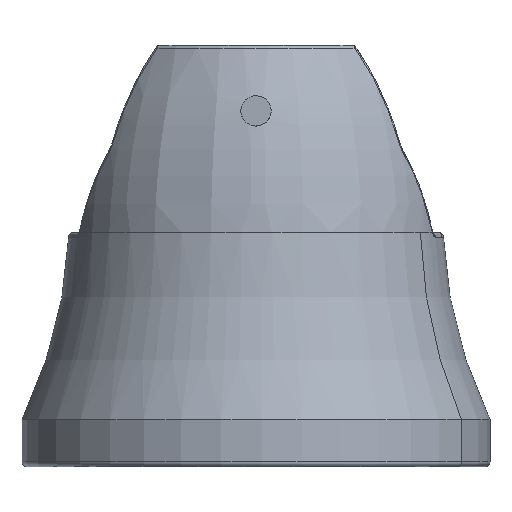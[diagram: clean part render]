
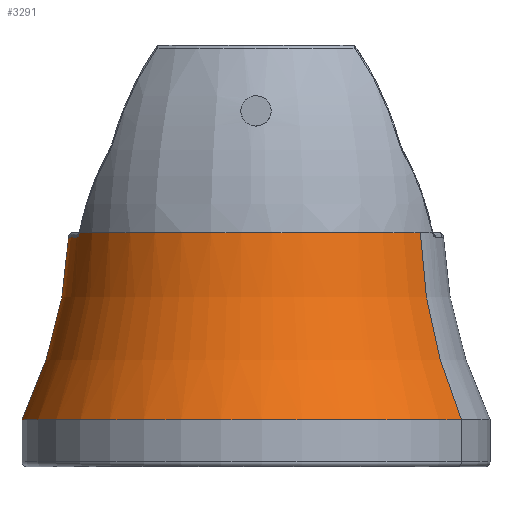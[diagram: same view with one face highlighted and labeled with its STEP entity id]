
A CAD part, left-side view. The second image highlights one B-rep face of the part: STEP entity #3291.
In plain terms, the highlighted toroidal (fillet/blend) face has major radius 69.965 mm and minor radius 50 mm.
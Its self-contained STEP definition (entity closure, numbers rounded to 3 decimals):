
#704=CARTESIAN_POINT('Axis2P3D Location',(0.,0.,26.866)) ;
#742=CARTESIAN_POINT('Vertex',(-9.589,-17.552,25.)) ;
#745=CARTESIAN_POINT('Axis2P3D Location',(-33.543,-61.4,26.866)) ;
#749=CARTESIAN_POINT('Vertex',(-11.986,-21.94,5.)) ;
#756=CARTESIAN_POINT('Vertex',(11.986,21.94,5.)) ;
#759=CARTESIAN_POINT('Axis2P3D Location',(33.543,61.4,26.866)) ;
#763=CARTESIAN_POINT('Vertex',(9.589,17.552,25.)) ;
#1198=CARTESIAN_POINT('Axis2P3D Location',(0.,0.,25.)) ;
#1202=CARTESIAN_POINT('Vertex',(-6.697,18.845,25.)) ;
#2332=CARTESIAN_POINT('Vertex',(-5.82,19.155,24.523)) ;
#2336=CARTESIAN_POINT('Control Point',(-5.82,19.155,24.523)) ;
#2337=CARTESIAN_POINT('Control Point',(-5.851,19.146,24.523)) ;
#2338=CARTESIAN_POINT('Control Point',(-5.881,19.137,24.525)) ;
#2339=CARTESIAN_POINT('Control Point',(-5.912,19.127,24.527)) ;
#2340=CARTESIAN_POINT('Control Point',(-6.029,19.09,24.539)) ;
#2341=CARTESIAN_POINT('Control Point',(-6.146,19.051,24.569)) ;
#2342=CARTESIAN_POINT('Control Point',(-6.232,19.022,24.6)) ;
#2343=CARTESIAN_POINT('Control Point',(-6.348,18.981,24.657)) ;
#2344=CARTESIAN_POINT('Control Point',(-6.462,18.938,24.74)) ;
#2345=CARTESIAN_POINT('Control Point',(-6.492,18.927,24.764)) ;
#2346=CARTESIAN_POINT('Control Point',(-6.553,18.904,24.817)) ;
#2347=CARTESIAN_POINT('Control Point',(-6.612,18.88,24.881)) ;
#2348=CARTESIAN_POINT('Control Point',(-6.641,18.869,24.916)) ;
#2349=CARTESIAN_POINT('Control Point',(-6.669,18.857,24.956)) ;
#2350=CARTESIAN_POINT('Control Point',(-6.697,18.845,25.)) ;
#2403=CARTESIAN_POINT('Axis2P3D Location',(0.,0.,5.)) ;
#2533=CARTESIAN_POINT('Axis2P3D Location',(0.,0.,24.523)) ;
#2537=CARTESIAN_POINT('Vertex',(5.124,19.353,24.523)) ;
#3256=CARTESIAN_POINT('Control Point',(5.124,19.353,24.523)) ;
#3257=CARTESIAN_POINT('Control Point',(5.263,19.316,24.523)) ;
#3258=CARTESIAN_POINT('Control Point',(5.409,19.276,24.524)) ;
#3259=CARTESIAN_POINT('Control Point',(5.549,19.237,24.523)) ;
#3260=CARTESIAN_POINT('Control Point',(5.702,19.191,24.523)) ;
#3261=CARTESIAN_POINT('Control Point',(5.82,19.155,24.523)) ;
#3262=CARTESIAN_POINT('Vertex',(5.82,19.155,24.523)) ;
#3266=CARTESIAN_POINT('Control Point',(6.697,18.845,25.)) ;
#3267=CARTESIAN_POINT('Control Point',(6.539,18.912,24.748)) ;
#3268=CARTESIAN_POINT('Control Point',(6.357,18.979,24.652)) ;
#3269=CARTESIAN_POINT('Control Point',(6.184,19.041,24.557)) ;
#3270=CARTESIAN_POINT('Control Point',(6.002,19.1,24.523)) ;
#3271=CARTESIAN_POINT('Control Point',(5.82,19.155,24.523)) ;
#3272=CARTESIAN_POINT('Vertex',(6.697,18.845,25.)) ;
#3275=CARTESIAN_POINT('Axis2P3D Location',(0.,0.,25.)) ;
#705=DIRECTION('Axis2P3D Direction',(0.,0.,-1.)) ;
#706=DIRECTION('Axis2P3D XDirection',(0.479,0.878,0.)) ;
#746=DIRECTION('Axis2P3D Direction',(0.878,-0.479,0.)) ;
#760=DIRECTION('Axis2P3D Direction',(-0.878,0.479,0.)) ;
#1199=DIRECTION('Axis2P3D Direction',(0.,0.,-1.)) ;
#2404=DIRECTION('Axis2P3D Direction',(0.,0.,-1.)) ;
#2534=DIRECTION('Axis2P3D Direction',(-0.,0.,1.)) ;
#3276=DIRECTION('Axis2P3D Direction',(0.,0.,-1.)) ;
#707=AXIS2_PLACEMENT_3D('Torus Axis2P3D',#704,#705,#706) ;
#747=AXIS2_PLACEMENT_3D('Circle Axis2P3D',#745,#746,$) ;
#761=AXIS2_PLACEMENT_3D('Circle Axis2P3D',#759,#760,$) ;
#1200=AXIS2_PLACEMENT_3D('Circle Axis2P3D',#1198,#1199,$) ;
#2405=AXIS2_PLACEMENT_3D('Circle Axis2P3D',#2403,#2404,$) ;
#2535=AXIS2_PLACEMENT_3D('Circle Axis2P3D',#2533,#2534,$) ;
#3277=AXIS2_PLACEMENT_3D('Circle Axis2P3D',#3275,#3276,$) ;
#3281=ORIENTED_EDGE('',*,*,#3264,.T.) ;
#3282=ORIENTED_EDGE('',*,*,#3274,.T.) ;
#3283=ORIENTED_EDGE('',*,*,#3279,.F.) ;
#3284=ORIENTED_EDGE('',*,*,#765,.F.) ;
#3285=ORIENTED_EDGE('',*,*,#2407,.F.) ;
#3286=ORIENTED_EDGE('',*,*,#751,.T.) ;
#3287=ORIENTED_EDGE('',*,*,#1204,.T.) ;
#3288=ORIENTED_EDGE('',*,*,#2351,.T.) ;
#3289=ORIENTED_EDGE('',*,*,#2539,.T.) ;
#3291=ADVANCED_FACE('Corps principal',(#3290),#708,.F.) ;
#2335=B_SPLINE_CURVE_WITH_KNOTS('',5,(#2336,#2337,#2338,#2339,#2340,#2341,#2342,#2343,#2344,#2345,#2346,#2347,#2348,#2349,#2350),.UNSPECIFIED.,.F.,.U.,(6,3,3,3,6),(6.154,6.719,8.334,8.924,9.515),.UNSPECIFIED.) ;
#3255=B_SPLINE_CURVE_WITH_KNOTS('',5,(#3256,#3257,#3258,#3259,#3260,#3261),.UNSPECIFIED.,.F.,.U.,(6,6),(0.,3.222),.UNSPECIFIED.) ;
#3265=B_SPLINE_CURVE_WITH_KNOTS('',5,(#3266,#3267,#3268,#3269,#3270,#3271),.UNSPECIFIED.,.F.,.U.,(6,6),(7.101,10.46),.UNSPECIFIED.) ;
#748=CIRCLE('generated circle',#747,50.) ;
#762=CIRCLE('generated circle',#761,50.) ;
#1201=CIRCLE('generated circle',#1200,20.) ;
#2406=CIRCLE('generated circle',#2405,25.) ;
#2536=CIRCLE('generated circle',#2535,20.02) ;
#3278=CIRCLE('generated circle',#3277,20.) ;
#708=TOROIDAL_SURFACE('homeo Torus',#707,69.965,50.) ;
#751=EDGE_CURVE('',#750,#743,#748,.T.) ;
#765=EDGE_CURVE('',#757,#764,#762,.T.) ;
#1204=EDGE_CURVE('',#743,#1203,#1201,.T.) ;
#2351=EDGE_CURVE('',#1203,#2333,#2335,.F.) ;
#2407=EDGE_CURVE('',#750,#757,#2406,.T.) ;
#2539=EDGE_CURVE('',#2333,#2538,#2536,.F.) ;
#3264=EDGE_CURVE('',#2538,#3263,#3255,.T.) ;
#3274=EDGE_CURVE('',#3263,#3273,#3265,.F.) ;
#3279=EDGE_CURVE('',#764,#3273,#3278,.F.) ;
#3280=EDGE_LOOP('',(#3281,#3282,#3283,#3284,#3285,#3286,#3287,#3288,#3289)) ;
#3290=FACE_OUTER_BOUND('',#3280,.T.) ;
#743=VERTEX_POINT('',#742) ;
#750=VERTEX_POINT('',#749) ;
#757=VERTEX_POINT('',#756) ;
#764=VERTEX_POINT('',#763) ;
#1203=VERTEX_POINT('',#1202) ;
#2333=VERTEX_POINT('',#2332) ;
#2538=VERTEX_POINT('',#2537) ;
#3263=VERTEX_POINT('',#3262) ;
#3273=VERTEX_POINT('',#3272) ;
